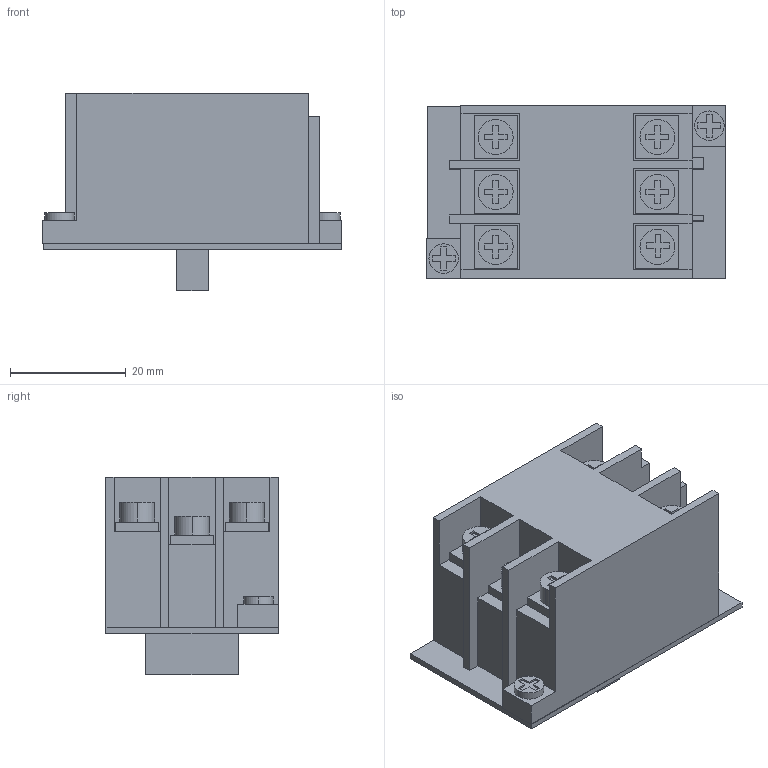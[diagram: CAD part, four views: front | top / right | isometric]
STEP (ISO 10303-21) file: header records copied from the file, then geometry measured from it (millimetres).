
FILE_DESCRIPTION((''),'2;1');
FILE_NAME('XENG1191-3D','2021-04-05T14:37:49',('SESA231899'),('Schneider-Electric'),'CREO PARAMETRIC BY PTC INC, 2019471','CREO PARAMETRIC BY PTC INC, 2019471','');
FILE_SCHEMA(('AP242_MANAGED_MODEL_BASED_3D_ENGINEERING_MIM_LF { 1 0 10303 442 1 1 4 }'));
Length unit declared in the file: millimetre
Products named in the file (1): XENG1191-3D
Bounding box: 51.68 x 29.9 x 34.2 mm (x, y, z)
Volume: 30130.5 mm3; surface area: 9687.1 mm2
Topology: 1 solids, 1 shells, 220 faces, 580 edges, 385 vertices
Faces by surface type: plane 204, cylinder 16
Entity records: 34399 total; most frequent: CARTESIAN_POINT 27964, ORIENTED_EDGE 1160, DIRECTION 1128, EDGE_CURVE 580, VECTOR 556, LINE 556, POLYLINE 462, VERTEX_POINT 385
